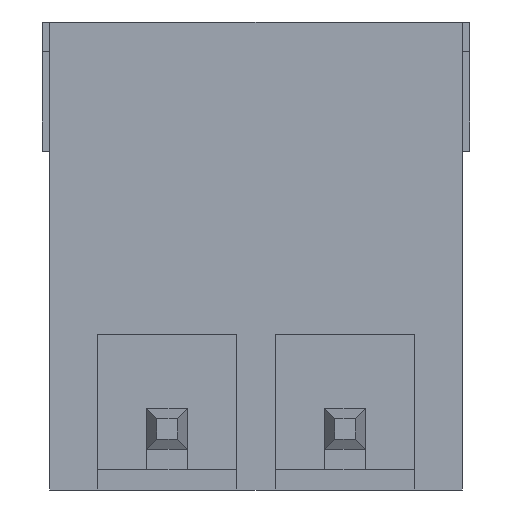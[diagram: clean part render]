
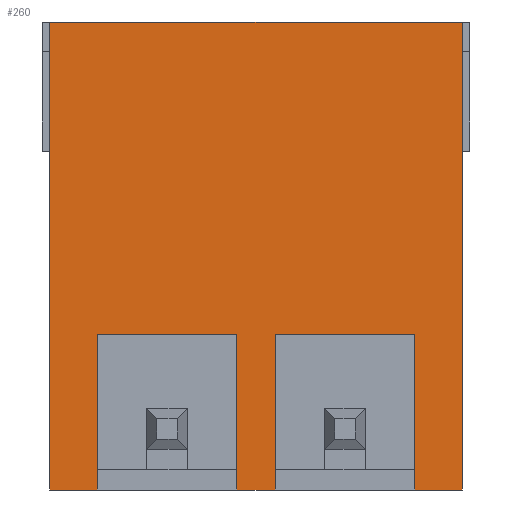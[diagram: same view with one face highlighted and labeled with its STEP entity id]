
A CAD part, front view. The second image highlights one B-rep face of the part: STEP entity #260.
In plain terms, the highlighted planar face has unit normal (0, -1, 0).
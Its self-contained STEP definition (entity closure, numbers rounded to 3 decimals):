
#260 = ADVANCED_FACE( '', ( #577 ), #578, .F. );
#577 = FACE_OUTER_BOUND( '', #970, .T. );
#578 = PLANE( '', #971 );
#970 = EDGE_LOOP( '', ( #1517, #1518, #1519, #1520, #1521, #1522, #1523, #1524, #1525, #1526, #1527, #1528 ) );
#971 = AXIS2_PLACEMENT_3D( '', #1529, #1530, #1531 );
#1517 = ORIENTED_EDGE( '', *, *, #2571, .F. );
#1518 = ORIENTED_EDGE( '', *, *, #2572, .T. );
#1519 = ORIENTED_EDGE( '', *, *, #2573, .F. );
#1520 = ORIENTED_EDGE( '', *, *, #2468, .F. );
#1521 = ORIENTED_EDGE( '', *, *, #2478, .F. );
#1522 = ORIENTED_EDGE( '', *, *, #2522, .T. );
#1523 = ORIENTED_EDGE( '', *, *, #2574, .F. );
#1524 = ORIENTED_EDGE( '', *, *, #2575, .F. );
#1525 = ORIENTED_EDGE( '', *, *, #2576, .T. );
#1526 = ORIENTED_EDGE( '', *, *, #2577, .T. );
#1527 = ORIENTED_EDGE( '', *, *, #2578, .F. );
#1528 = ORIENTED_EDGE( '', *, *, #2487, .F. );
#1529 = CARTESIAN_POINT( '', ( 4.05, -3.6, 4.6 ) );
#1530 = DIRECTION( '', ( 0., 1., 0. ) );
#1531 = DIRECTION( '', ( 0., 0., 1. ) );
#2468 = EDGE_CURVE( '', #2964, #2966, #2967, .T. );
#2478 = EDGE_CURVE( '', #2979, #2964, #2981, .F. );
#2487 = EDGE_CURVE( '', #2995, #2997, #2998, .T. );
#2522 = EDGE_CURVE( '', #2979, #3055, #3056, .T. );
#2571 = EDGE_CURVE( '', #3139, #2995, #3140, .F. );
#2572 = EDGE_CURVE( '', #3139, #3141, #3142, .T. );
#2573 = EDGE_CURVE( '', #2966, #3141, #3143, .T. );
#2574 = EDGE_CURVE( '', #3144, #3055, #3145, .T. );
#2575 = EDGE_CURVE( '', #3146, #3144, #3147, .T. );
#2576 = EDGE_CURVE( '', #3146, #3148, #3149, .T. );
#2577 = EDGE_CURVE( '', #3148, #3150, #3151, .T. );
#2578 = EDGE_CURVE( '', #2997, #3150, #3152, .T. );
#2964 = VERTEX_POINT( '', #3680 );
#2966 = VERTEX_POINT( '', #3683 );
#2967 = LINE( '', #3684, #3685 );
#2979 = VERTEX_POINT( '', #3703 );
#2981 = LINE( '', #3706, #3707 );
#2995 = VERTEX_POINT( '', #3726 );
#2997 = VERTEX_POINT( '', #3729 );
#2998 = LINE( '', #3730, #3731 );
#3055 = VERTEX_POINT( '', #3813 );
#3056 = LINE( '', #3814, #3815 );
#3139 = VERTEX_POINT( '', #3934 );
#3140 = LINE( '', #3935, #3936 );
#3141 = VERTEX_POINT( '', #3937 );
#3142 = LINE( '', #3938, #3939 );
#3143 = LINE( '', #3940, #3941 );
#3144 = VERTEX_POINT( '', #3942 );
#3145 = LINE( '', #3943, #3944 );
#3146 = VERTEX_POINT( '', #3945 );
#3147 = LINE( '', #3946, #3947 );
#3148 = VERTEX_POINT( '', #3948 );
#3149 = LINE( '', #3949, #3950 );
#3150 = VERTEX_POINT( '', #3951 );
#3151 = LINE( '', #3952, #3953 );
#3152 = LINE( '', #3954, #3955 );
#3680 = CARTESIAN_POINT( '', ( 0.375, -3.6, -1.55 ) );
#3683 = CARTESIAN_POINT( '', ( 0.375, -3.6, -4.6 ) );
#3684 = CARTESIAN_POINT( '', ( 0.375, -3.6, -1.55 ) );
#3685 = VECTOR( '', #4586, 1000. );
#3703 = CARTESIAN_POINT( '', ( 3.125, -3.6, -1.55 ) );
#3706 = CARTESIAN_POINT( '', ( 0.375, -3.6, -1.55 ) );
#3707 = VECTOR( '', #4594, 1000. );
#3726 = CARTESIAN_POINT( '', ( -3.125, -3.6, -1.55 ) );
#3729 = CARTESIAN_POINT( '', ( -3.125, -3.6, -4.6 ) );
#3730 = CARTESIAN_POINT( '', ( -3.125, -3.6, -1.55 ) );
#3731 = VECTOR( '', #4601, 1000. );
#3813 = CARTESIAN_POINT( '', ( 3.125, -3.6, -4.6 ) );
#3814 = CARTESIAN_POINT( '', ( 3.125, -3.6, -1.55 ) );
#3815 = VECTOR( '', #4633, 1000. );
#3934 = CARTESIAN_POINT( '', ( -0.375, -3.6, -1.55 ) );
#3935 = CARTESIAN_POINT( '', ( -3.125, -3.6, -1.55 ) );
#3936 = VECTOR( '', #4676, 1000. );
#3937 = CARTESIAN_POINT( '', ( -0.375, -3.6, -4.6 ) );
#3938 = CARTESIAN_POINT( '', ( -0.375, -3.6, -1.55 ) );
#3939 = VECTOR( '', #4677, 1000. );
#3940 = CARTESIAN_POINT( '', ( 4.05, -3.6, -4.6 ) );
#3941 = VECTOR( '', #4678, 1000. );
#3942 = CARTESIAN_POINT( '', ( 4.05, -3.6, -4.6 ) );
#3943 = CARTESIAN_POINT( '', ( 4.05, -3.6, -4.6 ) );
#3944 = VECTOR( '', #4679, 1000. );
#3945 = CARTESIAN_POINT( '', ( 4.05, -3.6, 4.6 ) );
#3946 = CARTESIAN_POINT( '', ( 4.05, -3.6, 4.6 ) );
#3947 = VECTOR( '', #4680, 1000. );
#3948 = CARTESIAN_POINT( '', ( -4.05, -3.6, 4.6 ) );
#3949 = CARTESIAN_POINT( '', ( 4.05, -3.6, 4.6 ) );
#3950 = VECTOR( '', #4681, 1000. );
#3951 = CARTESIAN_POINT( '', ( -4.05, -3.6, -4.6 ) );
#3952 = CARTESIAN_POINT( '', ( -4.05, -3.6, 4.6 ) );
#3953 = VECTOR( '', #4682, 1000. );
#3954 = CARTESIAN_POINT( '', ( 4.05, -3.6, -4.6 ) );
#3955 = VECTOR( '', #4683, 1000. );
#4586 = DIRECTION( '', ( 0., 0., -1. ) );
#4594 = DIRECTION( '', ( 1., 0., 0. ) );
#4601 = DIRECTION( '', ( 0., 0., -1. ) );
#4633 = DIRECTION( '', ( 0., 0., -1. ) );
#4676 = DIRECTION( '', ( 1., 0., 0. ) );
#4677 = DIRECTION( '', ( 0., 0., -1. ) );
#4678 = DIRECTION( '', ( -1., 0., 0. ) );
#4679 = DIRECTION( '', ( -1., 0., 0. ) );
#4680 = DIRECTION( '', ( 0., 0., -1. ) );
#4681 = DIRECTION( '', ( -1., 0., 0. ) );
#4682 = DIRECTION( '', ( 0., 0., -1. ) );
#4683 = DIRECTION( '', ( -1., 0., 0. ) );
